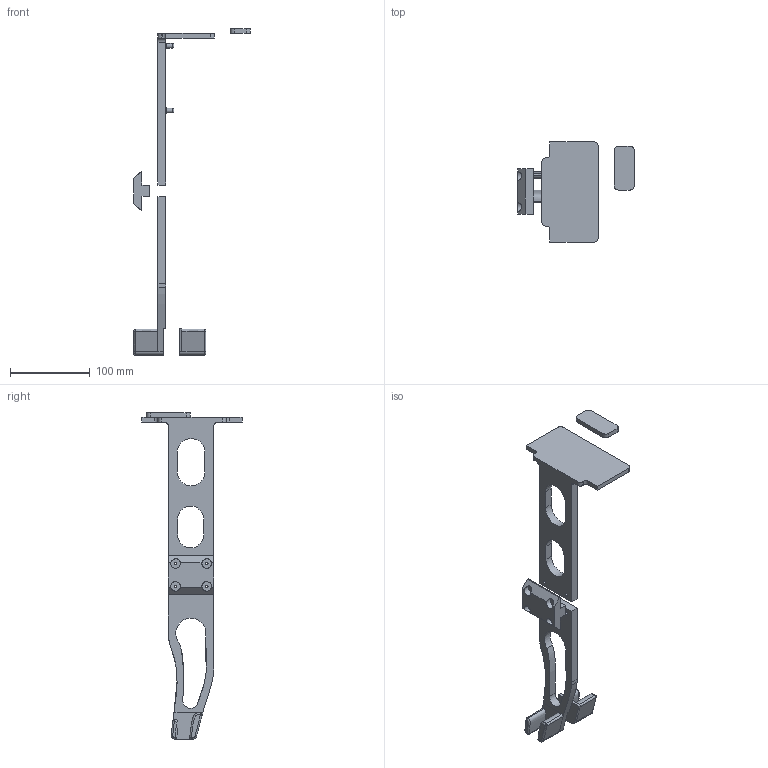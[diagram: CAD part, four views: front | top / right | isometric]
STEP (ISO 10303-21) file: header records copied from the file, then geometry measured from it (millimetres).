
FILE_DESCRIPTION(/* description */ (''),/* implementation_level */ '2;1');
FILE_NAME(/* name */ 'Leg_calib_tool v3.step',/* time_stamp */ '2022-02-09T19:22:16+01:00',/* author */ (''),/* organization */ (''),/* preprocessor_version */ 'ST-DEVELOPER v18.1',/* originating_system */ 'Autodesk Translation Framework v10.13.0.1454',/* authorisation */ '');
FILE_SCHEMA (('AUTOMOTIVE_DESIGN { 1 0 10303 214 3 1 1 }'));
Length unit declared in the file: millimetre
Products named in the file (2): Leg_calib_tool; Legs_calibration_tool
Assembly tree (1 placements, depth 2):
  Leg_calib_tool
    Legs_calibration_tool
Bounding box: 145.6 x 125.44 x 408.47 mm (x, y, z)
Volume: 248492.8 mm3; surface area: 84228.3 mm2
Topology: 5 solids, 5 shells, 149 faces, 379 edges, 242 vertices
Faces by surface type: plane 62, cylinder 40, bspline 33, sphere 8, torus 6
Full cylindrical faces by diameter (mm): 3.2 x4, 4 x4, 5.96 x1, 6 x1, 12 x4
Entity records: 6425 total; most frequent: CARTESIAN_POINT 2902, ORIENTED_EDGE 758, DIRECTION 671, EDGE_CURVE 379, AXIS2_PLACEMENT_3D 251, VERTEX_POINT 242, EDGE_LOOP 173, LINE 169
